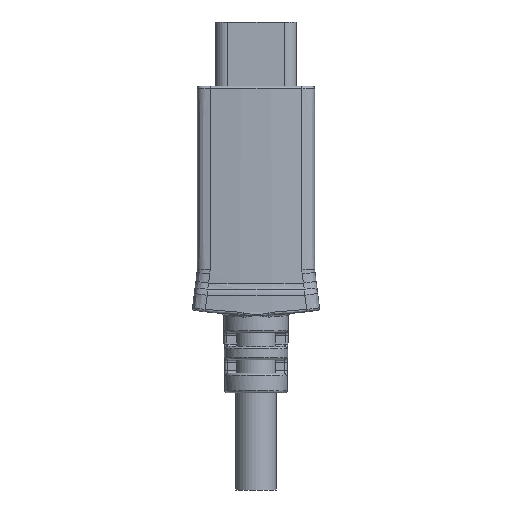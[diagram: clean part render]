
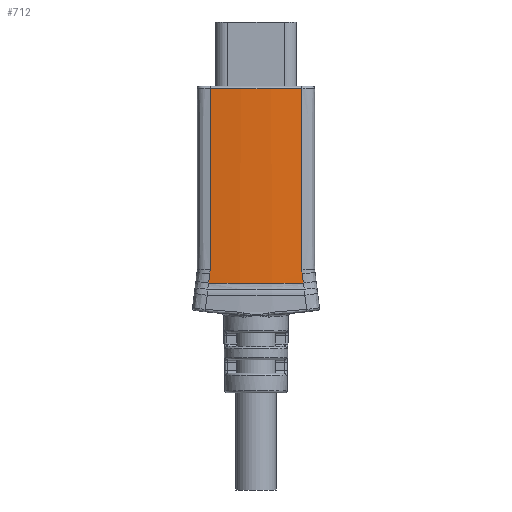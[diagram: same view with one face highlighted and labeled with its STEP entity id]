
A CAD part, front view. The second image highlights one B-rep face of the part: STEP entity #712.
In plain terms, the highlighted cylindrical face has radius 43.153 mm (diameter 86.305 mm), a partial arc.
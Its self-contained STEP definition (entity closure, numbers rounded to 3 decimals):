
#53 = ORIENTED_EDGE ( 'NONE', *, *, #1590, .T. ) ;
#81 = CARTESIAN_POINT ( 'NONE',  ( 4.723, -2.891, -19.165 ) ) ;
#180 = CIRCLE ( 'NONE', #448, 43.152 ) ;
#248 = CARTESIAN_POINT ( 'NONE',  ( 4.714, -2.892, -12.667 ) ) ;
#448 = AXIS2_PLACEMENT_3D ( 'NONE', #4739, #1684, #5240 ) ;
#544 = CARTESIAN_POINT ( 'NONE',  ( -4.742, -2.889, -19.31 ) ) ;
#712 = ADVANCED_FACE ( 'NONE', ( #4217 ), #1333, .T. ) ;
#772 = B_SPLINE_CURVE_WITH_KNOTS ( 'NONE', 3,
 ( #2672, #5724, #4721, #1659 ),
 .UNSPECIFIED., .F., .F.,
 ( 4, 4 ),
 ( 0., 1. ),
 .UNSPECIFIED. ) ;
#855 = ORIENTED_EDGE ( 'NONE', *, *, #5784, .T. ) ;
#1088 = CARTESIAN_POINT ( 'NONE',  ( 4.714, -2.892, -0.25 ) ) ;
#1147 = CARTESIAN_POINT ( 'NONE',  ( -4.714, -2.892, -18.875 ) ) ;
#1294 = CARTESIAN_POINT ( 'NONE',  ( 4.714, -2.892, -0.25 ) ) ;
#1333 = CYLINDRICAL_SURFACE ( 'NONE', #3344, 43.152 ) ;
#1458 = CARTESIAN_POINT ( 'NONE',  ( 0., 40.002, -0.25 ) ) ;
#1590 = EDGE_CURVE ( 'NONE', #5417, #4511, #3515, .T. ) ;
#1659 = CARTESIAN_POINT ( 'NONE',  ( 4.742, -2.889, -19.31 ) ) ;
#1684 = DIRECTION ( 'NONE',  ( 0., 0., 1. ) ) ;
#1760 = CARTESIAN_POINT ( 'NONE',  ( -4.714, -2.892, -0.25 ) ) ;
#1827 = ORIENTED_EDGE ( 'NONE', *, *, #2631, .T. ) ;
#1960 = DIRECTION ( 'NONE',  ( -1., 0., 0. ) ) ;
#2247 = B_SPLINE_CURVE_WITH_KNOTS ( 'NONE', 3,
 ( #1147, #4204, #2689, #6279 ),
 .UNSPECIFIED., .F., .F.,
 ( 4, 4 ),
 ( 0., 1. ),
 .UNSPECIFIED. ) ;
#2494 = EDGE_LOOP ( 'NONE', ( #5018, #855, #4276, #5158, #53, #5252, #5729, #1827 ) ) ;
#2597 = CARTESIAN_POINT ( 'NONE',  ( -4.821, -2.88, -19.922 ) ) ;
#2631 = EDGE_CURVE ( 'NONE', #5977, #5400, #6312, .T. ) ;
#2672 = CARTESIAN_POINT ( 'NONE',  ( 4.861, -2.875, -20.228 ) ) ;
#2680 = CARTESIAN_POINT ( 'NONE',  ( 4.714, -2.892, -18.875 ) ) ;
#2689 = CARTESIAN_POINT ( 'NONE',  ( -4.723, -2.891, -19.165 ) ) ;
#2967 = CARTESIAN_POINT ( 'NONE',  ( -4.714, -2.892, -12.667 ) ) ;
#3039 = VERTEX_POINT ( 'NONE', #5726 ) ;
#3073 = CARTESIAN_POINT ( 'NONE',  ( 0., 40.002, 63.291 ) ) ;
#3114 = CARTESIAN_POINT ( 'NONE',  ( -4.742, -2.889, -19.31 ) ) ;
#3324 = B_SPLINE_CURVE_WITH_KNOTS ( 'NONE', 3,
 ( #3843, #248, #4353, #1294 ),
 .UNSPECIFIED., .F., .F.,
 ( 4, 4 ),
 ( 0., 0.987 ),
 .UNSPECIFIED. ) ;
#3344 = AXIS2_PLACEMENT_3D ( 'NONE', #3073, #3592, #4081 ) ;
#3350 = EDGE_CURVE ( 'NONE', #3491, #5977, #772, .T. ) ;
#3356 = EDGE_CURVE ( 'NONE', #6201, #5417, #2247, .T. ) ;
#3491 = VERTEX_POINT ( 'NONE', #6064 ) ;
#3515 = B_SPLINE_CURVE_WITH_KNOTS ( 'NONE', 3,
 ( #3114, #5623, #2597, #3626 ),
 .UNSPECIFIED., .F., .F.,
 ( 4, 4 ),
 ( 0., 1. ),
 .UNSPECIFIED. ) ;
#3592 = DIRECTION ( 'NONE',  ( 0., 0., -1. ) ) ;
#3618 = CARTESIAN_POINT ( 'NONE',  ( 4.714, -2.892, -18.875 ) ) ;
#3626 = CARTESIAN_POINT ( 'NONE',  ( -4.861, -2.875, -20.228 ) ) ;
#3759 = CARTESIAN_POINT ( 'NONE',  ( 4.742, -2.889, -19.31 ) ) ;
#3843 = CARTESIAN_POINT ( 'NONE',  ( 4.714, -2.892, -18.875 ) ) ;
#4081 = DIRECTION ( 'NONE',  ( -1., 0., 0. ) ) ;
#4200 = CIRCLE ( 'NONE', #6214, 43.152 ) ;
#4204 = CARTESIAN_POINT ( 'NONE',  ( -4.714, -2.892, -19.021 ) ) ;
#4217 = FACE_OUTER_BOUND ( 'NONE', #2494, .T. ) ;
#4276 = ORIENTED_EDGE ( 'NONE', *, *, #5270, .T. ) ;
#4353 = CARTESIAN_POINT ( 'NONE',  ( 4.714, -2.892, -6.458 ) ) ;
#4511 = VERTEX_POINT ( 'NONE', #5500 ) ;
#4708 = CARTESIAN_POINT ( 'NONE',  ( 4.742, -2.889, -19.31 ) ) ;
#4721 = CARTESIAN_POINT ( 'NONE',  ( 4.782, -2.884, -19.616 ) ) ;
#4739 = CARTESIAN_POINT ( 'NONE',  ( 0., 40.002, -20.228 ) ) ;
#5017 = DIRECTION ( 'NONE',  ( 0., 0., -1. ) ) ;
#5018 = ORIENTED_EDGE ( 'NONE', *, *, #6098, .T. ) ;
#5158 = ORIENTED_EDGE ( 'NONE', *, *, #3356, .T. ) ;
#5240 = DIRECTION ( 'NONE',  ( -1., 0., 0. ) ) ;
#5252 = ORIENTED_EDGE ( 'NONE', *, *, #5914, .T. ) ;
#5270 = EDGE_CURVE ( 'NONE', #3039, #6201, #6296, .T. ) ;
#5400 = VERTEX_POINT ( 'NONE', #3618 ) ;
#5417 = VERTEX_POINT ( 'NONE', #544 ) ;
#5500 = CARTESIAN_POINT ( 'NONE',  ( -4.861, -2.875, -20.228 ) ) ;
#5507 = CARTESIAN_POINT ( 'NONE',  ( -4.714, -2.892, -6.458 ) ) ;
#5513 = VERTEX_POINT ( 'NONE', #1088 ) ;
#5623 = CARTESIAN_POINT ( 'NONE',  ( -4.782, -2.884, -19.616 ) ) ;
#5724 = CARTESIAN_POINT ( 'NONE',  ( 4.821, -2.88, -19.922 ) ) ;
#5726 = CARTESIAN_POINT ( 'NONE',  ( -4.714, -2.892, -0.25 ) ) ;
#5729 = ORIENTED_EDGE ( 'NONE', *, *, #3350, .T. ) ;
#5732 = CARTESIAN_POINT ( 'NONE',  ( 4.714, -2.892, -19.021 ) ) ;
#5784 = EDGE_CURVE ( 'NONE', #5513, #3039, #4200, .T. ) ;
#5914 = EDGE_CURVE ( 'NONE', #4511, #3491, #180, .T. ) ;
#5977 = VERTEX_POINT ( 'NONE', #3759 ) ;
#6060 = CARTESIAN_POINT ( 'NONE',  ( -4.714, -2.892, -18.875 ) ) ;
#6064 = CARTESIAN_POINT ( 'NONE',  ( 4.861, -2.875, -20.228 ) ) ;
#6098 = EDGE_CURVE ( 'NONE', #5400, #5513, #3324, .T. ) ;
#6201 = VERTEX_POINT ( 'NONE', #6060 ) ;
#6214 = AXIS2_PLACEMENT_3D ( 'NONE', #1458, #5017, #1960 ) ;
#6279 = CARTESIAN_POINT ( 'NONE',  ( -4.742, -2.889, -19.31 ) ) ;
#6296 = B_SPLINE_CURVE_WITH_KNOTS ( 'NONE', 3,
 ( #1760, #5507, #2967, #6544 ),
 .UNSPECIFIED., .F., .F.,
 ( 4, 4 ),
 ( 0.013, 1. ),
 .UNSPECIFIED. ) ;
#6312 = B_SPLINE_CURVE_WITH_KNOTS ( 'NONE', 3,
 ( #4708, #81, #5732, #2680 ),
 .UNSPECIFIED., .F., .F.,
 ( 4, 4 ),
 ( 0., 1. ),
 .UNSPECIFIED. ) ;
#6544 = CARTESIAN_POINT ( 'NONE',  ( -4.714, -2.892, -18.875 ) ) ;
